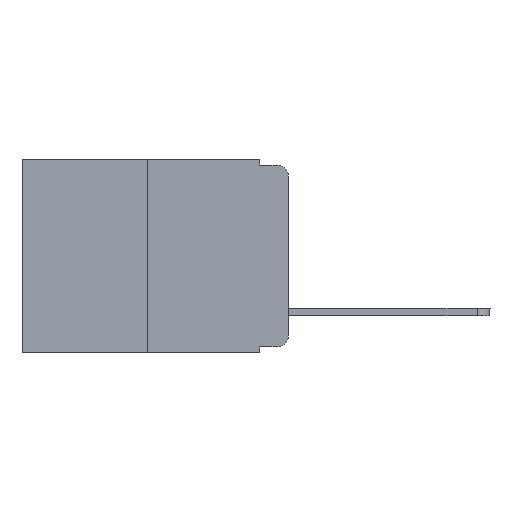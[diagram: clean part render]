
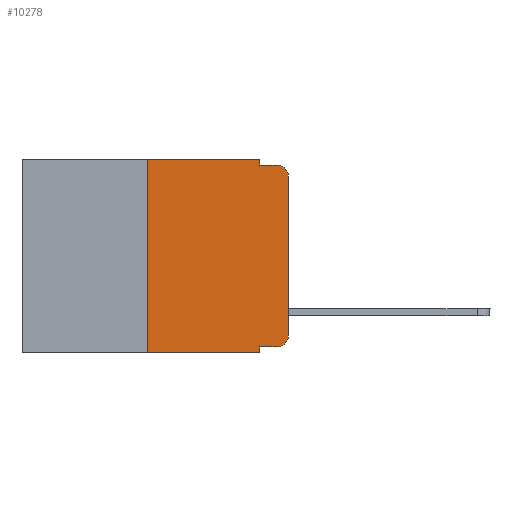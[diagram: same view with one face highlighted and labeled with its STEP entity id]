
A CAD part, left-side view. The second image highlights one B-rep face of the part: STEP entity #10278.
In plain terms, the highlighted planar face has unit normal (-1, 0, 0).
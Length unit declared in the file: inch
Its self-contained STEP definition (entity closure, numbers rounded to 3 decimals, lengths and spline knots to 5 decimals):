
#100 = EDGE_CURVE ( 'NONE', #8578, #5146, #8069, .T. ) ;
#229 = CARTESIAN_POINT ( 'NONE',  ( 0., 0.473, -0.343 ) ) ;
#368 = CARTESIAN_POINT ( 'NONE',  ( 0., 0.051, -0.333 ) ) ;
#618 = CARTESIAN_POINT ( 'NONE',  ( 0., 0.25, 0. ) ) ;
#622 = EDGE_CURVE ( 'NONE', #7686, #5834, #12202, .T. ) ;
#629 = VECTOR ( 'NONE', #9418, 39.37008 ) ;
#906 = DIRECTION ( 'NONE',  ( 0., 0., -1. ) ) ;
#1032 = CARTESIAN_POINT ( 'NONE',  ( 0., 0.051, 0. ) ) ;
#1328 = VECTOR ( 'NONE', #7921, 39.37008 ) ;
#1508 = EDGE_CURVE ( 'NONE', #7686, #4891, #4681, .T. ) ;
#1659 = ORIENTED_EDGE ( 'NONE', *, *, #11366, .T. ) ;
#1728 = CARTESIAN_POINT ( 'NONE',  ( 0., 0.051, 0. ) ) ;
#1745 = CARTESIAN_POINT ( 'NONE',  ( 0., 0.473, 0. ) ) ;
#1959 = ORIENTED_EDGE ( 'NONE', *, *, #10240, .T. ) ;
#2258 = CARTESIAN_POINT ( 'NONE',  ( 0., 0., -0.313 ) ) ;
#2260 = CARTESIAN_POINT ( 'NONE',  ( 0., 0.051, -0.01 ) ) ;
#2563 = VECTOR ( 'NONE', #906, 39.37008 ) ;
#2662 = DIRECTION ( 'NONE',  ( 0., 0., -1. ) ) ;
#2986 = AXIS2_PLACEMENT_3D ( 'NONE', #1745, #5567, #9261 ) ;
#3035 = DIRECTION ( 'NONE',  ( 0., -1., 0. ) ) ;
#3156 = CARTESIAN_POINT ( 'NONE',  ( 0., 0.051, -0.01 ) ) ;
#3693 = VERTEX_POINT ( 'NONE', #8187 ) ;
#3866 = DIRECTION ( 'NONE',  ( 0., 0., -1. ) ) ;
#3991 = VECTOR ( 'NONE', #3866, 39.37008 ) ;
#4191 = CARTESIAN_POINT ( 'NONE',  ( 0., 0.051, -0.343 ) ) ;
#4305 = CARTESIAN_POINT ( 'NONE',  ( 0., 0.25, -0.343 ) ) ;
#4498 = EDGE_CURVE ( 'NONE', #8712, #8578, #11674, .T. ) ;
#4577 = ORIENTED_EDGE ( 'NONE', *, *, #1508, .F. ) ;
#4681 = LINE ( 'NONE', #1728, #3991 ) ;
#4692 = EDGE_LOOP ( 'NONE', ( #1659, #1959, #7878, #11196, #9413, #5319, #7519, #4577, #8899, #5669 ) ) ;
#4891 = VERTEX_POINT ( 'NONE', #4191 ) ;
#4894 = VECTOR ( 'NONE', #6591, 39.37008 ) ;
#4929 = CARTESIAN_POINT ( 'NONE',  ( 0., 0.051, -0.333 ) ) ;
#4946 = AXIS2_PLACEMENT_3D ( 'NONE', #9533, #5502, #2662 ) ;
#5146 = VERTEX_POINT ( 'NONE', #11487 ) ;
#5263 = LINE ( 'NONE', #10006, #9730 ) ;
#5316 = CARTESIAN_POINT ( 'NONE',  ( 0., 0., -0.03 ) ) ;
#5319 = ORIENTED_EDGE ( 'NONE', *, *, #4498, .F. ) ;
#5502 = DIRECTION ( 'NONE',  ( -1., 0., 0. ) ) ;
#5567 = DIRECTION ( 'NONE',  ( 1., 0., 0. ) ) ;
#5669 = ORIENTED_EDGE ( 'NONE', *, *, #10097, .T. ) ;
#5834 = VERTEX_POINT ( 'NONE', #6033 ) ;
#6033 = CARTESIAN_POINT ( 'NONE',  ( 0., 0.02, -0.333 ) ) ;
#6405 = EDGE_CURVE ( 'NONE', #10419, #3693, #10428, .T. ) ;
#6591 = DIRECTION ( 'NONE',  ( 0., -1., 0. ) ) ;
#6733 = DIRECTION ( 'NONE',  ( 0., -1., 0. ) ) ;
#6835 = EDGE_CURVE ( 'NONE', #8712, #4891, #10472, .T. ) ;
#7052 = VECTOR ( 'NONE', #3035, 39.37008 ) ;
#7071 = CARTESIAN_POINT ( 'NONE',  ( 0., 0.02, -0.313 ) ) ;
#7129 = VECTOR ( 'NONE', #6733, 39.37008 ) ;
#7131 = CIRCLE ( 'NONE', #4946, 0.02 ) ;
#7155 = CARTESIAN_POINT ( 'NONE',  ( 0., 0.473, 0. ) ) ;
#7339 = EDGE_CURVE ( 'NONE', #5146, #10419, #9528, .T. ) ;
#7519 = ORIENTED_EDGE ( 'NONE', *, *, #6835, .T. ) ;
#7686 = VERTEX_POINT ( 'NONE', #368 ) ;
#7878 = ORIENTED_EDGE ( 'NONE', *, *, #6405, .F. ) ;
#7921 = DIRECTION ( 'NONE',  ( 0., 0., 1. ) ) ;
#7957 = VERTEX_POINT ( 'NONE', #5316 ) ;
#8069 = LINE ( 'NONE', #7155, #7129 ) ;
#8111 = DIRECTION ( 'NONE',  ( 0., 0., -1. ) ) ;
#8187 = CARTESIAN_POINT ( 'NONE',  ( 0., 0.02, -0.01 ) ) ;
#8578 = VERTEX_POINT ( 'NONE', #10400 ) ;
#8687 = AXIS2_PLACEMENT_3D ( 'NONE', #7071, #10057, #8111 ) ;
#8712 = VERTEX_POINT ( 'NONE', #4305 ) ;
#8787 = VERTEX_POINT ( 'NONE', #2258 ) ;
#8899 = ORIENTED_EDGE ( 'NONE', *, *, #622, .T. ) ;
#9261 = DIRECTION ( 'NONE',  ( 0., 0., -1. ) ) ;
#9413 = ORIENTED_EDGE ( 'NONE', *, *, #100, .F. ) ;
#9418 = DIRECTION ( 'NONE',  ( 0., -1., 0. ) ) ;
#9528 = LINE ( 'NONE', #1032, #2563 ) ;
#9533 = CARTESIAN_POINT ( 'NONE',  ( 0., 0.02, -0.03 ) ) ;
#9730 = VECTOR ( 'NONE', #10120, 39.37008 ) ;
#10006 = CARTESIAN_POINT ( 'NONE',  ( 0., 0., 0. ) ) ;
#10057 = DIRECTION ( 'NONE',  ( -1., 0., 0. ) ) ;
#10097 = EDGE_CURVE ( 'NONE', #5834, #8787, #10459, .T. ) ;
#10119 = PLANE ( 'NONE',  #2986 ) ;
#10120 = DIRECTION ( 'NONE',  ( 0., 0., 1. ) ) ;
#10240 = EDGE_CURVE ( 'NONE', #7957, #3693, #7131, .T. ) ;
#10278 = ADVANCED_FACE ( 'NONE', ( #10525 ), #10119, .F. ) ;
#10400 = CARTESIAN_POINT ( 'NONE',  ( 0., 0.25, 0. ) ) ;
#10419 = VERTEX_POINT ( 'NONE', #2260 ) ;
#10428 = LINE ( 'NONE', #3156, #7052 ) ;
#10459 = CIRCLE ( 'NONE', #8687, 0.02 ) ;
#10472 = LINE ( 'NONE', #229, #4894 ) ;
#10525 = FACE_OUTER_BOUND ( 'NONE', #4692, .T. ) ;
#11196 = ORIENTED_EDGE ( 'NONE', *, *, #7339, .F. ) ;
#11366 = EDGE_CURVE ( 'NONE', #8787, #7957, #5263, .T. ) ;
#11487 = CARTESIAN_POINT ( 'NONE',  ( 0., 0.051, 0. ) ) ;
#11674 = LINE ( 'NONE', #618, #1328 ) ;
#12202 = LINE ( 'NONE', #4929, #629 ) ;
